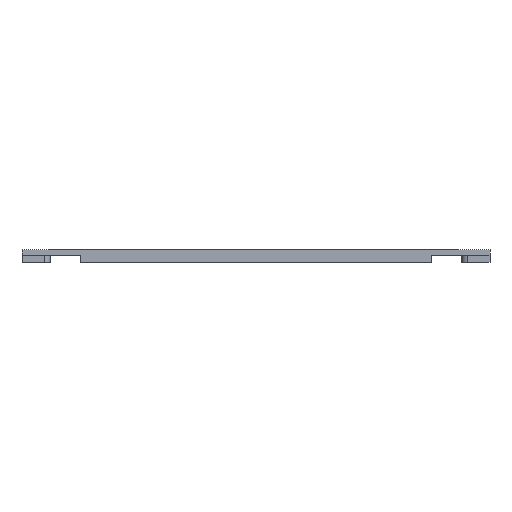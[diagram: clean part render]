
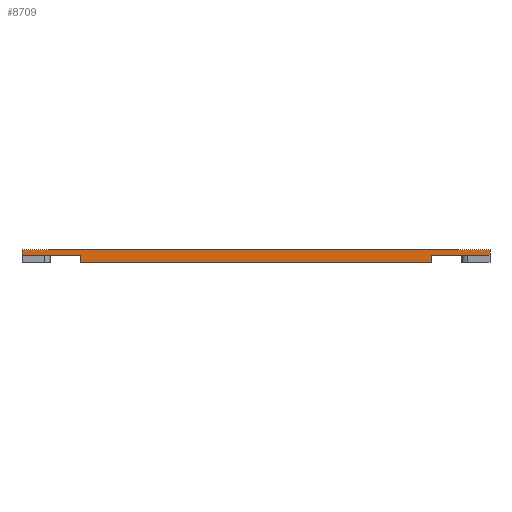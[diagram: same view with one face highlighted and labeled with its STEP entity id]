
A CAD part, front view. The second image highlights one B-rep face of the part: STEP entity #8709.
In plain terms, the highlighted planar face has unit normal (0, -1, 0).
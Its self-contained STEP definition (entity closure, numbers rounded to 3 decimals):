
#21 = EDGE_CURVE('',#22,#24,#26,.T.);
#22 = VERTEX_POINT('',#23);
#23 = CARTESIAN_POINT('',(0.,0.,1.));
#24 = VERTEX_POINT('',#25);
#25 = CARTESIAN_POINT('',(80.,0.,1.));
#26 = LINE('',#27,#28);
#27 = CARTESIAN_POINT('',(0.,0.,1.));
#28 = VECTOR('',#29,1.);
#29 = DIRECTION('',(1.,0.,0.));
#1943 = VERTEX_POINT('',#1944);
#1944 = CARTESIAN_POINT('',(0.,0.,0.));
#1950 = EDGE_CURVE('',#1943,#1951,#1953,.T.);
#1951 = VERTEX_POINT('',#1952);
#1952 = CARTESIAN_POINT('',(10.,0.,0.));
#1953 = LINE('',#1954,#1955);
#1954 = CARTESIAN_POINT('',(0.,0.,0.));
#1955 = VECTOR('',#1956,1.);
#1956 = DIRECTION('',(1.,0.,0.));
#1993 = VERTEX_POINT('',#1994);
#1994 = CARTESIAN_POINT('',(70.,0.,0.));
#2000 = EDGE_CURVE('',#1993,#2001,#2003,.T.);
#2001 = VERTEX_POINT('',#2002);
#2002 = CARTESIAN_POINT('',(80.,0.,0.));
#2003 = LINE('',#2004,#2005);
#2004 = CARTESIAN_POINT('',(0.,0.,0.));
#2005 = VECTOR('',#2006,1.);
#2006 = DIRECTION('',(1.,0.,0.));
#4837 = EDGE_CURVE('',#1993,#4838,#4840,.T.);
#4838 = VERTEX_POINT('',#4839);
#4839 = CARTESIAN_POINT('',(70.,0.,-1.2));
#4840 = LINE('',#4841,#4842);
#4841 = CARTESIAN_POINT('',(70.,0.,0.));
#4842 = VECTOR('',#4843,1.);
#4843 = DIRECTION('',(0.,0.,-1.));
#4944 = VERTEX_POINT('',#4945);
#4945 = CARTESIAN_POINT('',(10.,0.,-1.2));
#4951 = EDGE_CURVE('',#1951,#4944,#4952,.T.);
#4952 = LINE('',#4953,#4954);
#4953 = CARTESIAN_POINT('',(10.,0.,0.));
#4954 = VECTOR('',#4955,1.);
#4955 = DIRECTION('',(0.,0.,-1.));
#8570 = EDGE_CURVE('',#4944,#4838,#8571,.T.);
#8571 = LINE('',#8572,#8573);
#8572 = CARTESIAN_POINT('',(10.,0.,-1.2));
#8573 = VECTOR('',#8574,1.);
#8574 = DIRECTION('',(1.,0.,0.));
#8709 = ADVANCED_FACE('',(#8710),#8730,.T.);
#8710 = FACE_BOUND('',#8711,.T.);
#8711 = EDGE_LOOP('',(#8712,#8718,#8719,#8720,#8721,#8722,#8723,#8729));
#8712 = ORIENTED_EDGE('',*,*,#8713,.F.);
#8713 = EDGE_CURVE('',#1943,#22,#8714,.T.);
#8714 = LINE('',#8715,#8716);
#8715 = CARTESIAN_POINT('',(0.,0.,0.));
#8716 = VECTOR('',#8717,1.);
#8717 = DIRECTION('',(0.,0.,1.));
#8718 = ORIENTED_EDGE('',*,*,#1950,.T.);
#8719 = ORIENTED_EDGE('',*,*,#4951,.T.);
#8720 = ORIENTED_EDGE('',*,*,#8570,.T.);
#8721 = ORIENTED_EDGE('',*,*,#4837,.F.);
#8722 = ORIENTED_EDGE('',*,*,#2000,.T.);
#8723 = ORIENTED_EDGE('',*,*,#8724,.T.);
#8724 = EDGE_CURVE('',#2001,#24,#8725,.T.);
#8725 = LINE('',#8726,#8727);
#8726 = CARTESIAN_POINT('',(80.,0.,0.));
#8727 = VECTOR('',#8728,1.);
#8728 = DIRECTION('',(0.,0.,1.));
#8729 = ORIENTED_EDGE('',*,*,#21,.F.);
#8730 = PLANE('',#8731);
#8731 = AXIS2_PLACEMENT_3D('',#8732,#8733,#8734);
#8732 = CARTESIAN_POINT('',(40.,0.,0.046));
#8733 = DIRECTION('',(-0.,-1.,-0.));
#8734 = DIRECTION('',(0.,0.,-1.));
